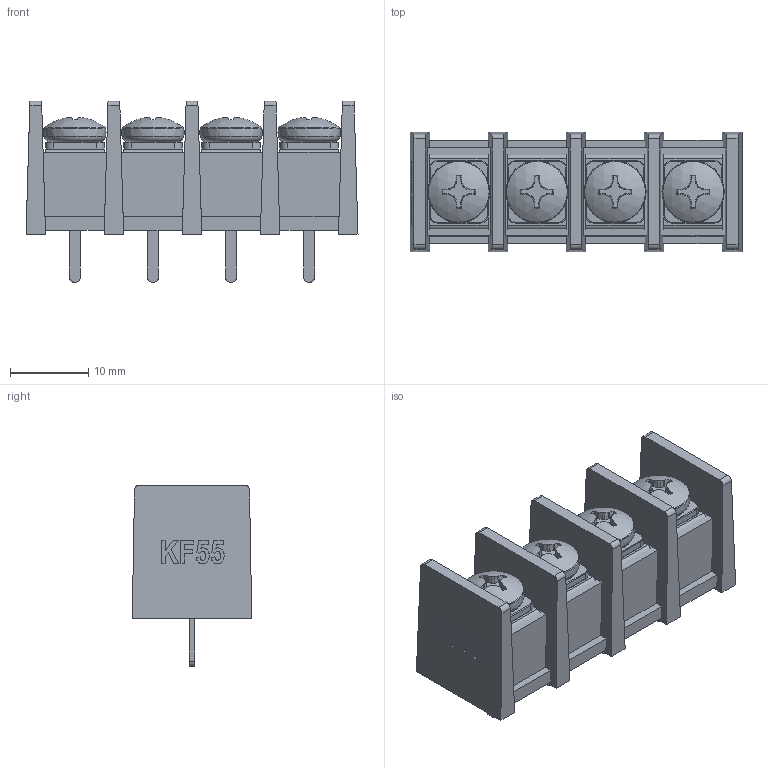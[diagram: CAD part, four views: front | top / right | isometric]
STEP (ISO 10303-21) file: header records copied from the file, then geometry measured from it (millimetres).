
FILE_DESCRIPTION(/* description */ (''),/* implementation_level */ '2;1');
FILE_NAME(/* name */ 'KF55C-10.0-04P.step',/* time_stamp */ '2025-04-17T15:05:07+03:00',/* author */ (''),/* organization */ (''),/* preprocessor_version */ 'ST-DEVELOPER v20.1',/* originating_system */ 'Autodesk Translation Framework v14.4.0.0',/* authorisation */ '');
FILE_SCHEMA (('AUTOMOTIVE_DESIGN { 1 0 10303 214 3 1 1 }'));
Length unit declared in the file: millimetre
Products named in the file (5): KF55C-10.0_parametric; Plastic; 92000A216_NO THREADS_Passivated 18-8 Stainless Steel Pan Head Phillip
s Screws; Washer; Pin
Assembly tree (13 placements, depth 2):
  KF55C-10.0_parametric
    Pin  x4
    Washer  x4
    92000A216_NO THREADS_Passivated 18-8 Stainless Steel Pan Head Phillip
s Screws  x4
    Plastic
Bounding box: 42.5 x 15.3 x 23.2 mm (x, y, z)
Volume: 7869.6 mm3; surface area: 6594 mm2
Topology: 19 solids, 19 shells, 505 faces, 1266 edges, 816 vertices
Faces by surface type: plane 239, cylinder 130, bspline 64, torus 48, cone 20, sphere 4
Full cylindrical faces by diameter (mm): 3.8 x4, 4 x8
Entity records: 7975 total; most frequent: CARTESIAN_POINT 2367, ORIENTED_EDGE 1164, DIRECTION 1056, EDGE_CURVE 582, VERTEX_POINT 381, LINE 370, VECTOR 370, AXIS2_PLACEMENT_3D 343
